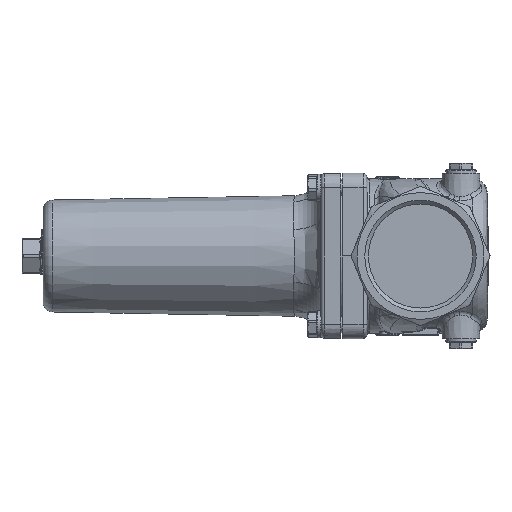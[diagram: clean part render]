
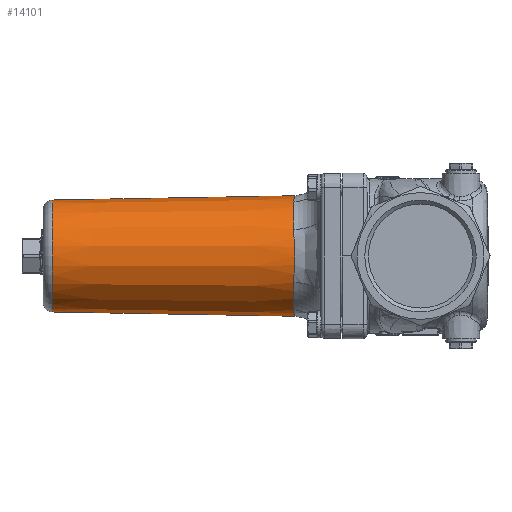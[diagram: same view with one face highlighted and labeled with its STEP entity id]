
A CAD part, left-side view. The second image highlights one B-rep face of the part: STEP entity #14101.
In plain terms, the highlighted conical face has half-angle 1 degrees and reference radius 33 mm.
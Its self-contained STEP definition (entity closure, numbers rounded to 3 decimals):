
#519=CONICAL_SURFACE('',#15317,33.,0.017);
#998=LINE('',#26531,#1510);
#1510=VECTOR('',#17652,33.);
#2241=FACE_OUTER_BOUND('',#3170,.T.);
#3170=EDGE_LOOP('',(#10681,#10682,#10683,#10684,#10685,#10686,#10687,#10688,
#10689,#10690,#10691,#10692,#10693));
#4023=CIRCLE('',#15314,30.45);
#4025=CIRCLE('',#15316,30.45);
#4026=CIRCLE('',#15318,32.743);
#4027=CIRCLE('',#15319,32.743);
#4028=CIRCLE('',#15320,32.743);
#4029=CIRCLE('',#15321,32.743);
#4704=B_SPLINE_CURVE_WITH_KNOTS('',3,(#26533,#26534,#26535,#26536,#26537,
#26538),.UNSPECIFIED.,.F.,.F.,(4,1,1,4),(-3.142,-2.244,
-0.449,0.),.UNSPECIFIED.);
#4705=B_SPLINE_CURVE_WITH_KNOTS('',3,(#26542,#26543,#26544,#26545,#26546,
#26547,#26548),.UNSPECIFIED.,.F.,.F.,(4,1,1,1,4),(-3.142,-2.244,
-0.449,1.346,3.142),.UNSPECIFIED.);
#4706=B_SPLINE_CURVE_WITH_KNOTS('',3,(#26552,#26553,#26554,#26555,#26556,
#26557,#26558),.UNSPECIFIED.,.F.,.F.,(4,1,1,1,4),(-3.142,-2.244,
-0.449,1.346,3.142),.UNSPECIFIED.);
#4707=B_SPLINE_CURVE_WITH_KNOTS('',3,(#26562,#26563,#26564,#26565,#26566,
#26567,#26568),.UNSPECIFIED.,.F.,.F.,(4,1,1,1,4),(-3.142,-2.244,
-0.449,1.346,3.142),.UNSPECIFIED.);
#4708=B_SPLINE_CURVE_WITH_KNOTS('',3,(#26571,#26572,#26573,#26574,#26575),
 .UNSPECIFIED.,.F.,.F.,(4,1,4),(0.,1.346,3.142),
 .UNSPECIFIED.);
#5952=VERTEX_POINT('',#26524);
#5953=VERTEX_POINT('',#26525);
#5954=VERTEX_POINT('',#26530);
#5955=VERTEX_POINT('',#26532);
#5956=VERTEX_POINT('',#26539);
#5957=VERTEX_POINT('',#26541);
#5958=VERTEX_POINT('',#26549);
#5959=VERTEX_POINT('',#26551);
#5960=VERTEX_POINT('',#26559);
#5961=VERTEX_POINT('',#26561);
#5962=VERTEX_POINT('',#26569);
#7659=EDGE_CURVE('',#5952,#5953,#4023,.T.);
#7661=EDGE_CURVE('',#5953,#5952,#4025,.T.);
#7662=EDGE_CURVE('',#5952,#5954,#998,.T.);
#7663=EDGE_CURVE('',#5955,#5954,#4704,.T.);
#7664=EDGE_CURVE('',#5956,#5955,#4026,.T.);
#7665=EDGE_CURVE('',#5957,#5956,#4705,.T.);
#7666=EDGE_CURVE('',#5958,#5957,#4027,.T.);
#7667=EDGE_CURVE('',#5959,#5958,#4706,.T.);
#7668=EDGE_CURVE('',#5960,#5959,#4028,.T.);
#7669=EDGE_CURVE('',#5961,#5960,#4707,.T.);
#7670=EDGE_CURVE('',#5962,#5961,#4029,.T.);
#7671=EDGE_CURVE('',#5954,#5962,#4708,.T.);
#10681=ORIENTED_EDGE('',*,*,#7659,.F.);
#10682=ORIENTED_EDGE('',*,*,#7662,.T.);
#10683=ORIENTED_EDGE('',*,*,#7663,.F.);
#10684=ORIENTED_EDGE('',*,*,#7664,.F.);
#10685=ORIENTED_EDGE('',*,*,#7665,.F.);
#10686=ORIENTED_EDGE('',*,*,#7666,.F.);
#10687=ORIENTED_EDGE('',*,*,#7667,.F.);
#10688=ORIENTED_EDGE('',*,*,#7668,.F.);
#10689=ORIENTED_EDGE('',*,*,#7669,.F.);
#10690=ORIENTED_EDGE('',*,*,#7670,.F.);
#10691=ORIENTED_EDGE('',*,*,#7671,.F.);
#10692=ORIENTED_EDGE('',*,*,#7662,.F.);
#10693=ORIENTED_EDGE('',*,*,#7661,.F.);
#14101=ADVANCED_FACE('',(#2241),#519,.T.);
#15314=AXIS2_PLACEMENT_3D('',#26526,#17644,#17645);
#15316=AXIS2_PLACEMENT_3D('',#26528,#17648,#17649);
#15317=AXIS2_PLACEMENT_3D('',#26529,#17650,#17651);
#15318=AXIS2_PLACEMENT_3D('',#26540,#17653,#17654);
#15319=AXIS2_PLACEMENT_3D('',#26550,#17655,#17656);
#15320=AXIS2_PLACEMENT_3D('',#26560,#17657,#17658);
#15321=AXIS2_PLACEMENT_3D('',#26570,#17659,#17660);
#17644=DIRECTION('center_axis',(0.,1.,0.));
#17645=DIRECTION('ref_axis',(0.,0.,
1.));
#17648=DIRECTION('center_axis',(0.,1.,0.));
#17649=DIRECTION('ref_axis',(0.,0.,
1.));
#17650=DIRECTION('center_axis',(0.,-1.,0.));
#17651=DIRECTION('ref_axis',(0.,0.,1.));
#17652=DIRECTION('',(0.,-1.,-0.017));
#17653=DIRECTION('center_axis',(0.,-1.,0.));
#17654=DIRECTION('ref_axis',(0.,0.,
1.));
#17655=DIRECTION('center_axis',(0.,-1.,0.));
#17656=DIRECTION('ref_axis',(0.,0.,
1.));
#17657=DIRECTION('center_axis',(0.,-1.,0.));
#17658=DIRECTION('ref_axis',(0.,0.,
1.));
#17659=DIRECTION('center_axis',(0.,-1.,0.));
#17660=DIRECTION('ref_axis',(0.,0.,
1.));
#26524=CARTESIAN_POINT('',(0.,200.353,-30.45));
#26525=CARTESIAN_POINT('',(30.45,200.353,0.));
#26526=CARTESIAN_POINT('Origin',(0.,200.353,
0.));
#26528=CARTESIAN_POINT('Origin',(0.,200.353,
0.));
#26529=CARTESIAN_POINT('Origin',(0.,54.266,
0.));
#26530=CARTESIAN_POINT('',(0.,68.275,-32.755));
#26531=CARTESIAN_POINT('',(0.,54.266,-33.));
#26532=CARTESIAN_POINT('',(-14.471,69.004,-29.372));
#26533=CARTESIAN_POINT('Ctrl Pts',(-14.471,69.004,-29.372));
#26534=CARTESIAN_POINT('Ctrl Pts',(-13.189,69.004,-30.003));
#26535=CARTESIAN_POINT('Ctrl Pts',(-9.225,68.777,-31.648));
#26536=CARTESIAN_POINT('Ctrl Pts',(-4.286,68.315,-32.639));
#26537=CARTESIAN_POINT('Ctrl Pts',(-0.715,68.273,
-32.755));
#26538=CARTESIAN_POINT('Ctrl Pts',(0.,68.275,
-32.755));
#26539=CARTESIAN_POINT('',(-29.372,69.004,-14.471));
#26540=CARTESIAN_POINT('Origin',(0.,69.004,
0.));
#26541=CARTESIAN_POINT('',(-29.372,69.004,14.471));
#26542=CARTESIAN_POINT('Ctrl Pts',(-29.372,69.004,14.471));
#26543=CARTESIAN_POINT('Ctrl Pts',(-30.003,69.004,13.189));
#26544=CARTESIAN_POINT('Ctrl Pts',(-31.648,68.777,9.225));
#26545=CARTESIAN_POINT('Ctrl Pts',(-33.063,68.117,2.169));
#26546=CARTESIAN_POINT('Ctrl Pts',(-32.492,68.432,-6.464));
#26547=CARTESIAN_POINT('Ctrl Pts',(-30.634,69.004,-11.907));
#26548=CARTESIAN_POINT('Ctrl Pts',(-29.372,69.004,-14.471));
#26549=CARTESIAN_POINT('',(-14.471,69.004,29.372));
#26550=CARTESIAN_POINT('Origin',(0.,69.004,
0.));
#26551=CARTESIAN_POINT('',(14.471,69.004,29.372));
#26552=CARTESIAN_POINT('Ctrl Pts',(14.471,69.004,29.372));
#26553=CARTESIAN_POINT('Ctrl Pts',(13.189,69.004,30.003));
#26554=CARTESIAN_POINT('Ctrl Pts',(9.225,68.777,31.648));
#26555=CARTESIAN_POINT('Ctrl Pts',(2.169,68.117,33.063));
#26556=CARTESIAN_POINT('Ctrl Pts',(-6.464,68.432,32.492));
#26557=CARTESIAN_POINT('Ctrl Pts',(-11.907,69.004,30.634));
#26558=CARTESIAN_POINT('Ctrl Pts',(-14.471,69.004,29.372));
#26559=CARTESIAN_POINT('',(29.372,69.004,14.471));
#26560=CARTESIAN_POINT('Origin',(0.,69.004,
0.));
#26561=CARTESIAN_POINT('',(29.372,69.004,-14.471));
#26562=CARTESIAN_POINT('Ctrl Pts',(29.372,69.004,-14.471));
#26563=CARTESIAN_POINT('Ctrl Pts',(30.003,69.004,-13.189));
#26564=CARTESIAN_POINT('Ctrl Pts',(31.648,68.777,-9.225));
#26565=CARTESIAN_POINT('Ctrl Pts',(33.063,68.117,-2.169));
#26566=CARTESIAN_POINT('Ctrl Pts',(32.492,68.432,6.464));
#26567=CARTESIAN_POINT('Ctrl Pts',(30.634,69.004,11.907));
#26568=CARTESIAN_POINT('Ctrl Pts',(29.372,69.004,14.471));
#26569=CARTESIAN_POINT('',(14.471,69.004,-29.372));
#26570=CARTESIAN_POINT('Origin',(0.,69.004,
0.));
#26571=CARTESIAN_POINT('Ctrl Pts',(0.,68.275,
-32.755));
#26572=CARTESIAN_POINT('Ctrl Pts',(2.143,68.28,-32.755));
#26573=CARTESIAN_POINT('Ctrl Pts',(7.144,68.504,-32.26));
#26574=CARTESIAN_POINT('Ctrl Pts',(11.907,69.004,-30.634));
#26575=CARTESIAN_POINT('Ctrl Pts',(14.471,69.004,-29.372));
